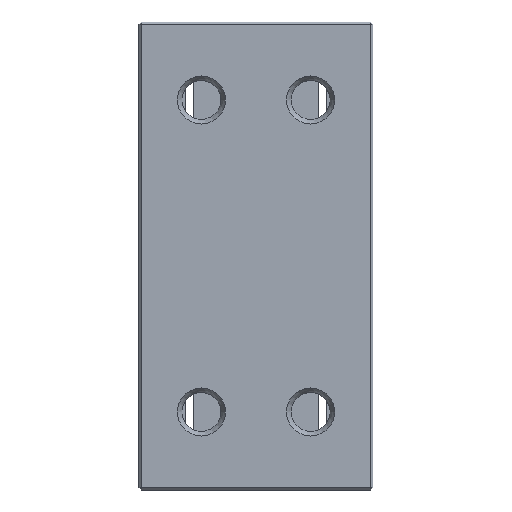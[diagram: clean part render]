
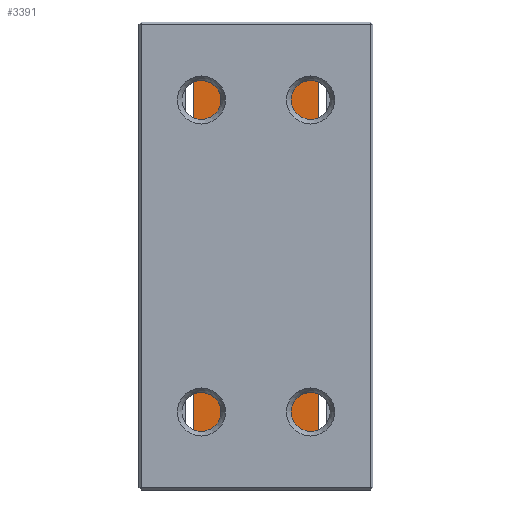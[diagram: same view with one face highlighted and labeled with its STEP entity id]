
A CAD part, front view. The second image highlights one B-rep face of the part: STEP entity #3391.
In plain terms, the highlighted planar face has unit normal (0, -1, 0).
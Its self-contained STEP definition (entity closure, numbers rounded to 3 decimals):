
#463 = PLANE('',#464);
#464 = AXIS2_PLACEMENT_3D('',#465,#466,#467);
#465 = CARTESIAN_POINT('',(4.,3.693,0.));
#466 = DIRECTION('',(1.,0.,0.));
#467 = DIRECTION('',(0.,-1.,0.));
#491 = PLANE('',#492);
#492 = AXIS2_PLACEMENT_3D('',#493,#494,#495);
#493 = CARTESIAN_POINT('',(4.,3.575,0.075));
#494 = DIRECTION('',(0.,-0.707,-0.707));
#495 = DIRECTION('',(-1.,0.,0.));
#519 = PLANE('',#520);
#520 = AXIS2_PLACEMENT_3D('',#521,#522,#523);
#521 = CARTESIAN_POINT('',(-4.,3.693,0.));
#522 = DIRECTION('',(1.,0.,0.));
#523 = DIRECTION('',(0.,-1.,0.));
#1222 = PLANE('',#1223);
#1223 = AXIS2_PLACEMENT_3D('',#1224,#1225,#1226);
#1224 = CARTESIAN_POINT('',(4.,3.575,29.925));
#1225 = DIRECTION('',(0.,0.707,-0.707));
#1226 = DIRECTION('',(-1.,0.,0.));
#2039 = EDGE_CURVE('',#2040,#2042,#2044,.T.);
#2040 = VERTEX_POINT('',#2041);
#2041 = CARTESIAN_POINT('',(-4.,3.5,0.15));
#2042 = VERTEX_POINT('',#2043);
#2043 = CARTESIAN_POINT('',(-4.,3.5,29.85));
#2044 = SURFACE_CURVE('',#2045,(#2049,#2056),.PCURVE_S1.);
#2045 = LINE('',#2046,#2047);
#2046 = CARTESIAN_POINT('',(-4.,3.5,0.));
#2047 = VECTOR('',#2048,1.);
#2048 = DIRECTION('',(0.,0.,1.));
#2049 = PCURVE('',#519,#2050);
#2050 = DEFINITIONAL_REPRESENTATION('',(#2051),#2055);
#2051 = LINE('',#2052,#2053);
#2052 = CARTESIAN_POINT('',(0.193,0.));
#2053 = VECTOR('',#2054,1.);
#2054 = DIRECTION('',(0.,-1.));
#2055 = ( GEOMETRIC_REPRESENTATION_CONTEXT(2) 
PARAMETRIC_REPRESENTATION_CONTEXT() REPRESENTATION_CONTEXT('2D SPACE',''
  ) );
#2056 = PCURVE('',#2057,#2062);
#2057 = PLANE('',#2058);
#2058 = AXIS2_PLACEMENT_3D('',#2059,#2060,#2061);
#2059 = CARTESIAN_POINT('',(4.,3.5,0.));
#2060 = DIRECTION('',(0.,-1.,0.));
#2061 = DIRECTION('',(-1.,0.,0.));
#2062 = DEFINITIONAL_REPRESENTATION('',(#2063),#2067);
#2063 = LINE('',#2064,#2065);
#2064 = CARTESIAN_POINT('',(8.,0.));
#2065 = VECTOR('',#2066,1.);
#2066 = DIRECTION('',(0.,-1.));
#2067 = ( GEOMETRIC_REPRESENTATION_CONTEXT(2) 
PARAMETRIC_REPRESENTATION_CONTEXT() REPRESENTATION_CONTEXT('2D SPACE',''
  ) );
#2145 = VERTEX_POINT('',#2146);
#2146 = CARTESIAN_POINT('',(4.,3.5,0.15));
#2167 = EDGE_CURVE('',#2145,#2040,#2168,.T.);
#2168 = SURFACE_CURVE('',#2169,(#2173,#2180),.PCURVE_S1.);
#2169 = LINE('',#2170,#2171);
#2170 = CARTESIAN_POINT('',(4.,3.5,0.15));
#2171 = VECTOR('',#2172,1.);
#2172 = DIRECTION('',(-1.,0.,0.));
#2173 = PCURVE('',#491,#2174);
#2174 = DEFINITIONAL_REPRESENTATION('',(#2175),#2179);
#2175 = LINE('',#2176,#2177);
#2176 = CARTESIAN_POINT('',(0.,-0.106));
#2177 = VECTOR('',#2178,1.);
#2178 = DIRECTION('',(1.,0.));
#2179 = ( GEOMETRIC_REPRESENTATION_CONTEXT(2) 
PARAMETRIC_REPRESENTATION_CONTEXT() REPRESENTATION_CONTEXT('2D SPACE',''
  ) );
#2180 = PCURVE('',#2057,#2181);
#2181 = DEFINITIONAL_REPRESENTATION('',(#2182),#2186);
#2182 = LINE('',#2183,#2184);
#2183 = CARTESIAN_POINT('',(0.,-0.15));
#2184 = VECTOR('',#2185,1.);
#2185 = DIRECTION('',(1.,0.));
#2186 = ( GEOMETRIC_REPRESENTATION_CONTEXT(2) 
PARAMETRIC_REPRESENTATION_CONTEXT() REPRESENTATION_CONTEXT('2D SPACE',''
  ) );
#2220 = EDGE_CURVE('',#2145,#2221,#2223,.T.);
#2221 = VERTEX_POINT('',#2222);
#2222 = CARTESIAN_POINT('',(4.,3.5,29.85));
#2223 = SURFACE_CURVE('',#2224,(#2228,#2235),.PCURVE_S1.);
#2224 = LINE('',#2225,#2226);
#2225 = CARTESIAN_POINT('',(4.,3.5,0.));
#2226 = VECTOR('',#2227,1.);
#2227 = DIRECTION('',(0.,0.,1.));
#2228 = PCURVE('',#463,#2229);
#2229 = DEFINITIONAL_REPRESENTATION('',(#2230),#2234);
#2230 = LINE('',#2231,#2232);
#2231 = CARTESIAN_POINT('',(0.193,0.));
#2232 = VECTOR('',#2233,1.);
#2233 = DIRECTION('',(0.,-1.));
#2234 = ( GEOMETRIC_REPRESENTATION_CONTEXT(2) 
PARAMETRIC_REPRESENTATION_CONTEXT() REPRESENTATION_CONTEXT('2D SPACE',''
  ) );
#2235 = PCURVE('',#2057,#2236);
#2236 = DEFINITIONAL_REPRESENTATION('',(#2237),#2241);
#2237 = LINE('',#2238,#2239);
#2238 = CARTESIAN_POINT('',(0.,0.));
#2239 = VECTOR('',#2240,1.);
#2240 = DIRECTION('',(0.,-1.));
#2241 = ( GEOMETRIC_REPRESENTATION_CONTEXT(2) 
PARAMETRIC_REPRESENTATION_CONTEXT() REPRESENTATION_CONTEXT('2D SPACE',''
  ) );
#2848 = EDGE_CURVE('',#2221,#2042,#2849,.T.);
#2849 = SURFACE_CURVE('',#2850,(#2854,#2861),.PCURVE_S1.);
#2850 = LINE('',#2851,#2852);
#2851 = CARTESIAN_POINT('',(4.,3.5,29.85));
#2852 = VECTOR('',#2853,1.);
#2853 = DIRECTION('',(-1.,0.,0.));
#2854 = PCURVE('',#1222,#2855);
#2855 = DEFINITIONAL_REPRESENTATION('',(#2856),#2860);
#2856 = LINE('',#2857,#2858);
#2857 = CARTESIAN_POINT('',(0.,-0.106));
#2858 = VECTOR('',#2859,1.);
#2859 = DIRECTION('',(1.,0.));
#2860 = ( GEOMETRIC_REPRESENTATION_CONTEXT(2) 
PARAMETRIC_REPRESENTATION_CONTEXT() REPRESENTATION_CONTEXT('2D SPACE',''
  ) );
#2861 = PCURVE('',#2057,#2862);
#2862 = DEFINITIONAL_REPRESENTATION('',(#2863),#2867);
#2863 = LINE('',#2864,#2865);
#2864 = CARTESIAN_POINT('',(0.,-29.85));
#2865 = VECTOR('',#2866,1.);
#2866 = DIRECTION('',(1.,0.));
#2867 = ( GEOMETRIC_REPRESENTATION_CONTEXT(2) 
PARAMETRIC_REPRESENTATION_CONTEXT() REPRESENTATION_CONTEXT('2D SPACE',''
  ) );
#3391 = ADVANCED_FACE('',(#3392,#3398,#3433),#2057,.T.);
#3392 = FACE_BOUND('',#3393,.T.);
#3393 = EDGE_LOOP('',(#3394,#3395,#3396,#3397));
#3394 = ORIENTED_EDGE('',*,*,#2220,.T.);
#3395 = ORIENTED_EDGE('',*,*,#2848,.T.);
#3396 = ORIENTED_EDGE('',*,*,#2039,.F.);
#3397 = ORIENTED_EDGE('',*,*,#2167,.F.);
#3398 = FACE_BOUND('',#3399,.T.);
#3399 = EDGE_LOOP('',(#3400));
#3400 = ORIENTED_EDGE('',*,*,#3401,.T.);
#3401 = EDGE_CURVE('',#3402,#3402,#3404,.T.);
#3402 = VERTEX_POINT('',#3403);
#3403 = CARTESIAN_POINT('',(-2.125,3.5,5.));
#3404 = SURFACE_CURVE('',#3405,(#3410,#3421),.PCURVE_S1.);
#3405 = CIRCLE('',#3406,2.125);
#3406 = AXIS2_PLACEMENT_3D('',#3407,#3408,#3409);
#3407 = CARTESIAN_POINT('',(0.,3.5,5.));
#3408 = DIRECTION('',(0.,1.,0.));
#3409 = DIRECTION('',(-1.,0.,0.));
#3410 = PCURVE('',#2057,#3411);
#3411 = DEFINITIONAL_REPRESENTATION('',(#3412),#3420);
#3412 = ( BOUNDED_CURVE() B_SPLINE_CURVE(2,(#3413,#3414,#3415,#3416,
#3417,#3418,#3419),.UNSPECIFIED.,.T.,.F.) B_SPLINE_CURVE_WITH_KNOTS((1,2
    ,2,2,2,1),(-2.094,0.,2.094,4.189,
6.283,8.378),.UNSPECIFIED.) CURVE() 
GEOMETRIC_REPRESENTATION_ITEM() RATIONAL_B_SPLINE_CURVE((1.,0.5,1.,0.5,
1.,0.5,1.)) REPRESENTATION_ITEM('') );
#3413 = CARTESIAN_POINT('',(6.125,-5.));
#3414 = CARTESIAN_POINT('',(6.125,-8.681));
#3415 = CARTESIAN_POINT('',(2.938,-6.84));
#3416 = CARTESIAN_POINT('',(-0.25,-5.));
#3417 = CARTESIAN_POINT('',(2.938,-3.16));
#3418 = CARTESIAN_POINT('',(6.125,-1.319));
#3419 = CARTESIAN_POINT('',(6.125,-5.));
#3420 = ( GEOMETRIC_REPRESENTATION_CONTEXT(2) 
PARAMETRIC_REPRESENTATION_CONTEXT() REPRESENTATION_CONTEXT('2D SPACE',''
  ) );
#3421 = PCURVE('',#3422,#3427);
#3422 = CYLINDRICAL_SURFACE('',#3423,2.125);
#3423 = AXIS2_PLACEMENT_3D('',#3424,#3425,#3426);
#3424 = CARTESIAN_POINT('',(0.,4.985,5.));
#3425 = DIRECTION('',(0.,-1.,0.));
#3426 = DIRECTION('',(-1.,0.,0.));
#3427 = DEFINITIONAL_REPRESENTATION('',(#3428),#3432);
#3428 = LINE('',#3429,#3430);
#3429 = CARTESIAN_POINT('',(0.,1.485));
#3430 = VECTOR('',#3431,1.);
#3431 = DIRECTION('',(-1.,0.));
#3432 = ( GEOMETRIC_REPRESENTATION_CONTEXT(2) 
PARAMETRIC_REPRESENTATION_CONTEXT() REPRESENTATION_CONTEXT('2D SPACE',''
  ) );
#3433 = FACE_BOUND('',#3434,.T.);
#3434 = EDGE_LOOP('',(#3435));
#3435 = ORIENTED_EDGE('',*,*,#3436,.T.);
#3436 = EDGE_CURVE('',#3437,#3437,#3439,.T.);
#3437 = VERTEX_POINT('',#3438);
#3438 = CARTESIAN_POINT('',(-2.125,3.5,25.));
#3439 = SURFACE_CURVE('',#3440,(#3445,#3456),.PCURVE_S1.);
#3440 = CIRCLE('',#3441,2.125);
#3441 = AXIS2_PLACEMENT_3D('',#3442,#3443,#3444);
#3442 = CARTESIAN_POINT('',(0.,3.5,25.));
#3443 = DIRECTION('',(0.,1.,0.));
#3444 = DIRECTION('',(-1.,0.,0.));
#3445 = PCURVE('',#2057,#3446);
#3446 = DEFINITIONAL_REPRESENTATION('',(#3447),#3455);
#3447 = ( BOUNDED_CURVE() B_SPLINE_CURVE(2,(#3448,#3449,#3450,#3451,
#3452,#3453,#3454),.UNSPECIFIED.,.T.,.F.) B_SPLINE_CURVE_WITH_KNOTS((1,2
    ,2,2,2,1),(-2.094,0.,2.094,4.189,
6.283,8.378),.UNSPECIFIED.) CURVE() 
GEOMETRIC_REPRESENTATION_ITEM() RATIONAL_B_SPLINE_CURVE((1.,0.5,1.,0.5,
1.,0.5,1.)) REPRESENTATION_ITEM('') );
#3448 = CARTESIAN_POINT('',(6.125,-25.));
#3449 = CARTESIAN_POINT('',(6.125,-28.681));
#3450 = CARTESIAN_POINT('',(2.938,-26.84));
#3451 = CARTESIAN_POINT('',(-0.25,-25.));
#3452 = CARTESIAN_POINT('',(2.938,-23.16));
#3453 = CARTESIAN_POINT('',(6.125,-21.319));
#3454 = CARTESIAN_POINT('',(6.125,-25.));
#3455 = ( GEOMETRIC_REPRESENTATION_CONTEXT(2) 
PARAMETRIC_REPRESENTATION_CONTEXT() REPRESENTATION_CONTEXT('2D SPACE',''
  ) );
#3456 = PCURVE('',#3457,#3462);
#3457 = CYLINDRICAL_SURFACE('',#3458,2.125);
#3458 = AXIS2_PLACEMENT_3D('',#3459,#3460,#3461);
#3459 = CARTESIAN_POINT('',(0.,4.985,25.));
#3460 = DIRECTION('',(0.,-1.,0.));
#3461 = DIRECTION('',(-1.,0.,0.));
#3462 = DEFINITIONAL_REPRESENTATION('',(#3463),#3467);
#3463 = LINE('',#3464,#3465);
#3464 = CARTESIAN_POINT('',(0.,1.485));
#3465 = VECTOR('',#3466,1.);
#3466 = DIRECTION('',(-1.,0.));
#3467 = ( GEOMETRIC_REPRESENTATION_CONTEXT(2) 
PARAMETRIC_REPRESENTATION_CONTEXT() REPRESENTATION_CONTEXT('2D SPACE',''
  ) );
